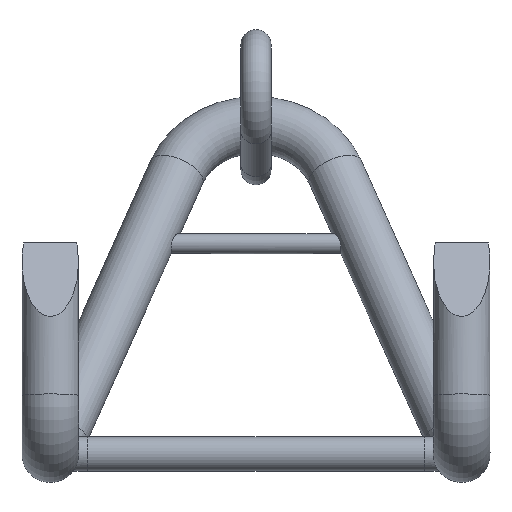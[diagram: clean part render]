
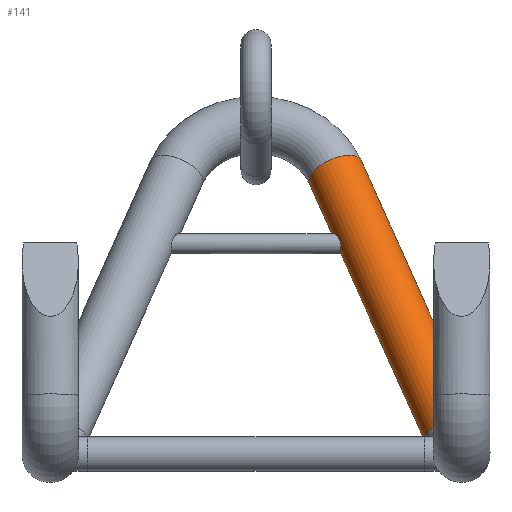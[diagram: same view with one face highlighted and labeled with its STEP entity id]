
A CAD part, front view. The second image highlights one B-rep face of the part: STEP entity #141.
In plain terms, the highlighted cylindrical face has radius 15.5 mm (diameter 31 mm), a full revolution.
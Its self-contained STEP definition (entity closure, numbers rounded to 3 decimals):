
#59=B_SPLINE_CURVE_WITH_KNOTS('',3,(#782,#783,#784,#785,#786,#787,#788,#789,
#790,#791,#792,#793,#794,#795,#796,#797,#798,#799),.UNSPECIFIED.,.T.,.F.,
(2,2,2,2,2,2,2,2,2,2,2),(-0.125,0.,0.125,0.25,0.375,0.5,0.625,0.75,0.875,
1.,1.125),.UNSPECIFIED.);
#117=CYLINDRICAL_SURFACE('',#512,15.5);
#141=ADVANCED_FACE('',(#194,#195,#196),#117,.T.);
#194=FACE_BOUND('',#260,.T.);
#195=FACE_BOUND('',#261,.T.);
#196=FACE_BOUND('',#262,.T.);
#260=EDGE_LOOP('',(#330));
#261=EDGE_LOOP('',(#331));
#262=EDGE_LOOP('',(#332));
#330=ORIENTED_EDGE('',*,*,#428,.F.);
#331=ORIENTED_EDGE('',*,*,#429,.T.);
#332=ORIENTED_EDGE('',*,*,#430,.T.);
#392=VERTEX_POINT('',#779);
#393=VERTEX_POINT('',#781);
#394=VERTEX_POINT('',#800);
#428=EDGE_CURVE('',#392,#392,#464,.T.);
#429=EDGE_CURVE('',#393,#393,#465,.T.);
#430=EDGE_CURVE('',#394,#394,#59,.T.);
#464=CIRCLE('',#510,15.5);
#465=CIRCLE('',#511,15.5);
#510=AXIS2_PLACEMENT_3D('',#778,#612,#613);
#511=AXIS2_PLACEMENT_3D('',#780,#614,#615);
#512=AXIS2_PLACEMENT_3D('',#801,#616,#617);
#612=DIRECTION('',(0.362,-0.466,-0.807));
#613=DIRECTION('',(0.466,0.84,-0.276));
#614=DIRECTION('',(0.362,-0.466,-0.807));
#615=DIRECTION('',(0.466,0.84,-0.276));
#616=DIRECTION('',(0.362,-0.466,-0.807));
#617=DIRECTION('',(0.,0.866,-0.5));
#778=CARTESIAN_POINT('',(106.917,24.802,12.458));
#779=CARTESIAN_POINT('',(114.142,37.829,8.175));
#780=CARTESIAN_POINT('',(43.35,106.695,154.3));
#781=CARTESIAN_POINT('',(50.574,119.722,150.017));
#782=CARTESIAN_POINT('',(46.467,82.515,109.548));
#783=CARTESIAN_POINT('',(46.386,85.55,109.548));
#784=CARTESIAN_POINT('',(46.245,87.027,110.215));
#785=CARTESIAN_POINT('',(45.424,89.011,112.303));
#786=CARTESIAN_POINT('',(44.754,89.523,113.669));
#787=CARTESIAN_POINT('',(43.386,89.541,116.355));
#788=CARTESIAN_POINT('',(42.689,89.062,117.718));
#789=CARTESIAN_POINT('',(42.037,87.05,119.877));
#790=CARTESIAN_POINT('',(42.197,85.534,120.528));
#791=CARTESIAN_POINT('',(43.208,82.679,120.567));
#792=CARTESIAN_POINT('',(43.965,81.367,120.044));
#793=CARTESIAN_POINT('',(45.281,79.36,118.247));
#794=CARTESIAN_POINT('',(45.836,78.649,116.905));
#795=CARTESIAN_POINT('',(46.399,78.442,113.965));
#796=CARTESIAN_POINT('',(46.435,78.974,112.414));
#797=CARTESIAN_POINT('',(46.455,81.025,110.202));
#798=CARTESIAN_POINT('',(46.467,82.515,109.548));
#799=CARTESIAN_POINT('',(46.386,85.55,109.548));
#800=CARTESIAN_POINT('',(46.427,84.032,109.548));
#801=CARTESIAN_POINT('',(43.35,106.695,154.3));
